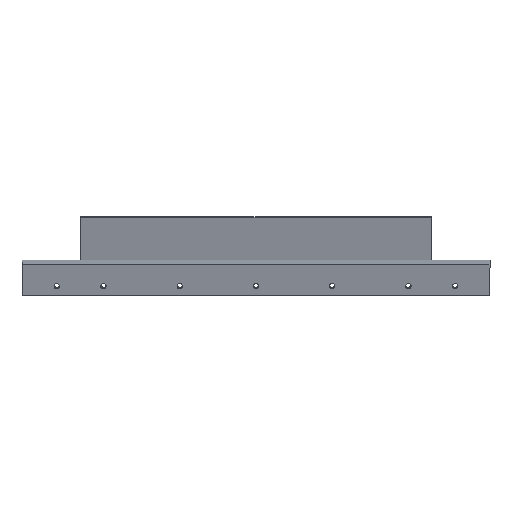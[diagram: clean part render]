
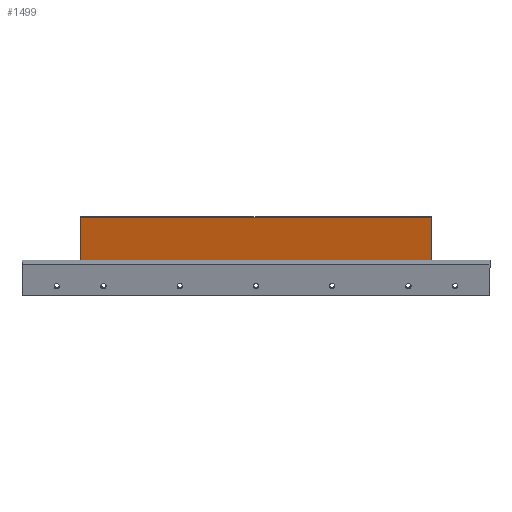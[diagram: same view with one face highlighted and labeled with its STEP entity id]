
A CAD part, top view. The second image highlights one B-rep face of the part: STEP entity #1499.
In plain terms, the highlighted planar face has unit normal (0, -0.259, 0.966).
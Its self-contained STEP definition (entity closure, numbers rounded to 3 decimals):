
#40=PLANE('',#1608);
#134=FACE_OUTER_BOUND('',#228,.T.);
#228=EDGE_LOOP('',(#1331,#1332,#1333,#1334));
#453=LINE('',#7055,#528);
#454=LINE('',#7057,#529);
#455=LINE('',#7059,#530);
#456=LINE('',#7060,#531);
#528=VECTOR('',#1854,10.);
#529=VECTOR('',#1855,10.);
#530=VECTOR('',#1856,10.);
#531=VECTOR('',#1857,10.);
#682=VERTEX_POINT('',#7037);
#686=VERTEX_POINT('',#7047);
#689=VERTEX_POINT('',#7056);
#690=VERTEX_POINT('',#7058);
#908=EDGE_CURVE('',#682,#686,#453,.T.);
#909=EDGE_CURVE('',#686,#689,#454,.T.);
#910=EDGE_CURVE('',#690,#689,#455,.T.);
#911=EDGE_CURVE('',#682,#690,#456,.T.);
#1331=ORIENTED_EDGE('',*,*,#908,.T.);
#1332=ORIENTED_EDGE('',*,*,#909,.T.);
#1333=ORIENTED_EDGE('',*,*,#910,.F.);
#1334=ORIENTED_EDGE('',*,*,#911,.F.);
#1499=ADVANCED_FACE('',(#134),#40,.T.);
#1608=AXIS2_PLACEMENT_3D('',#7054,#1852,#1853);
#1852=DIRECTION('center_axis',(0.,-0.259,0.966));
#1853=DIRECTION('ref_axis',(1.,0.,0.));
#1854=DIRECTION('',(1.,0.,0.));
#1855=DIRECTION('',(0.,0.966,0.259));
#1856=DIRECTION('',(1.,0.,0.));
#1857=DIRECTION('',(0.,0.966,0.259));
#7037=CARTESIAN_POINT('',(-449.594,278.331,94.845));
#7047=CARTESIAN_POINT('',(-150.402,278.331,94.845));
#7054=CARTESIAN_POINT('Origin',(-449.594,276.399,94.327));
#7055=CARTESIAN_POINT('',(-499.6,278.331,94.845));
#7056=CARTESIAN_POINT('',(-150.402,315.034,104.69));
#7057=CARTESIAN_POINT('',(-150.402,276.399,94.327));
#7058=CARTESIAN_POINT('',(-449.594,315.034,104.69));
#7059=CARTESIAN_POINT('',(-449.594,315.034,104.69));
#7060=CARTESIAN_POINT('',(-449.594,276.399,94.327));
